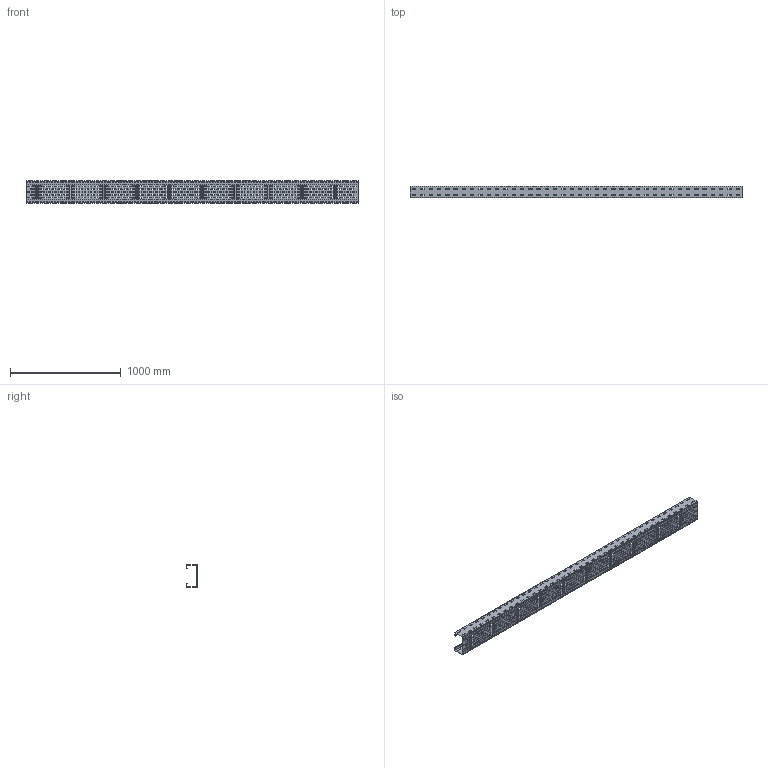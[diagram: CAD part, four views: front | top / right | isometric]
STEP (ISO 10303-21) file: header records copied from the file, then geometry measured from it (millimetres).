
FILE_DESCRIPTION((''),'2;1');
FILE_NAME('220020_ASM','2018-11-28T19:04:43',('tomasz.grudniewski'),(''),'CREO PARAMETRIC BY PTC INC, 2018260','CREO PARAMETRIC BY PTC INC, 2018260','');
FILE_SCHEMA(('CONFIG_CONTROL_DESIGN'));
Products named in the file (3): KSP_DSP_H100_30000_PRT; PASZCZ_200_30000_PRT; 220020_ASM
Assembly tree (3 placements, depth 2):
  220020_ASM
    KSP_DSP_H100_30000_PRT  x2
    PASZCZ_200_30000_PRT
Bounding box: 3000 x 100 x 200 mm (x, y, z)
Volume: 2111239.9 mm3; surface area: 3112312.5 mm2
Topology: 3 solids, 3 shells, 4298 faces, 12428 edges, 8136 vertices
Faces by surface type: plane 2750, cylinder 1548
Entity records: 104432 total; most frequent: CARTESIAN_POINT 18026, ORIENTED_EDGE 18016, DIRECTION 17760, EDGE_CURVE 9008, VECTOR 6564, LINE 6564, VERTEX_POINT 5864, AXIS2_PLACEMENT_3D 5598
